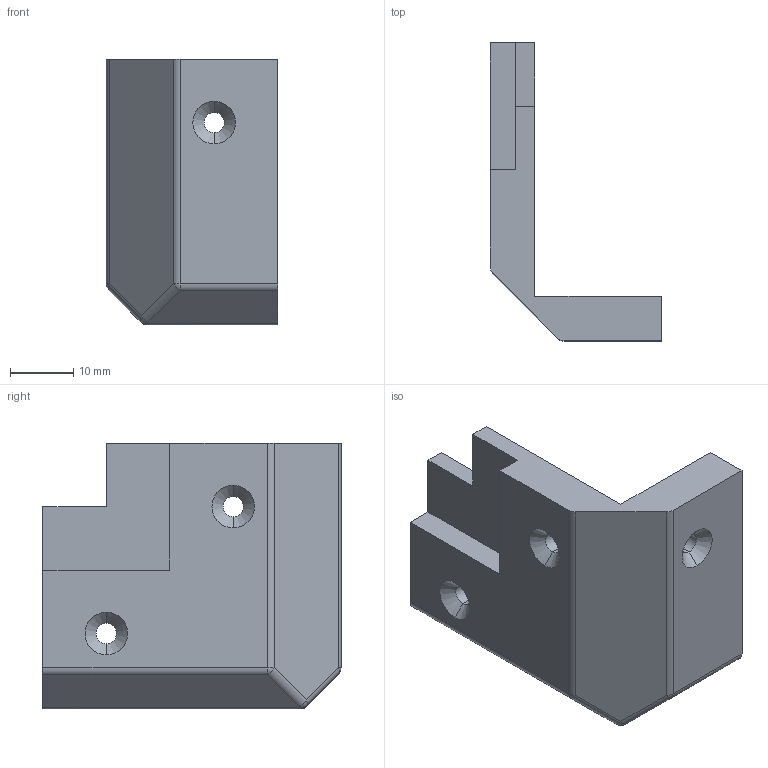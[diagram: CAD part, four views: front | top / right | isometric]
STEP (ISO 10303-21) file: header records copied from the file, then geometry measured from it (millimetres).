
FILE_DESCRIPTION (( 'STEP AP214' ), '1' );
FILE_NAME ('cornerCoverBottomPSU.STEP', '2025-09-18T19:07:58', ( '' ), ( '' ), 'SwSTEP 2.0', 'SolidWorks 2024', '' );
FILE_SCHEMA (( 'AUTOMOTIVE_DESIGN' ));
Length unit declared in the file: millimetre
Products named in the file (1): cornerCoverBottomPSU
Bounding box: 27 x 47 x 41.87 mm (x, y, z)
Volume: 13990.3 mm3; surface area: 6405.6 mm2
Topology: 1 solids, 1 shells, 45 faces, 107 edges, 64 vertices
Faces by surface type: cylinder 17, plane 15, cone 6, sphere 3, torus 2, bspline 2
Entity records: 1849 total; most frequent: CARTESIAN_POINT 270, DIRECTION 232, ORIENTED_EDGE 214, EDGE_CURVE 107, AXIS2_PLACEMENT_3D 86, VERTEX_POINT 64, VECTOR 60, LINE 60
